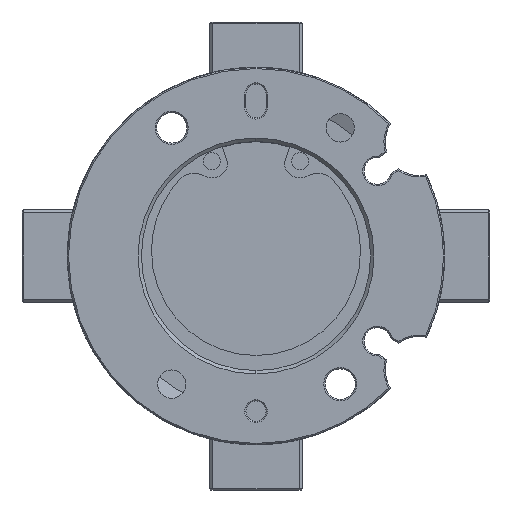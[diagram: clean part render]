
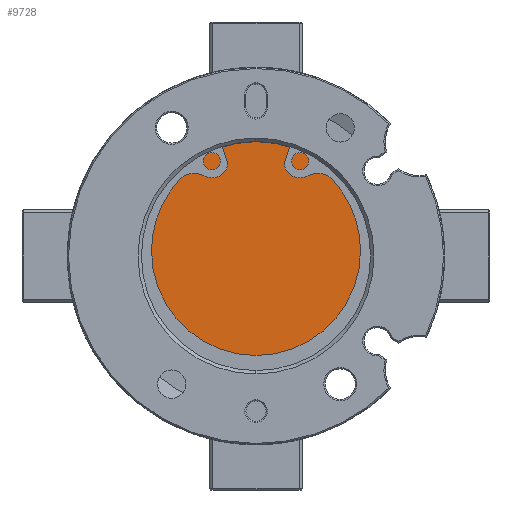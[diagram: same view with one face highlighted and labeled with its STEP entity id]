
A CAD part, front view. The second image highlights one B-rep face of the part: STEP entity #9728.
In plain terms, the highlighted planar face has unit normal (0, -1, 0).
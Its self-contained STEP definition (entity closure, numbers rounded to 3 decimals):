
#29 = CIRCLE ( 'NONE', #5694, 16.95 ) ;
#1153 = DIRECTION ( 'NONE',  ( 1., 0., 0. ) ) ;
#1623 = AXIS2_PLACEMENT_3D ( 'NONE', #3790, #11620, #6953 ) ;
#1852 = EDGE_CURVE ( 'NONE', #16608, #5244, #14451, .T. ) ;
#3790 = CARTESIAN_POINT ( 'NONE',  ( 20.052, -18.464, 56. ) ) ;
#5244 = VERTEX_POINT ( 'NONE', #6257 ) ;
#5694 = AXIS2_PLACEMENT_3D ( 'NONE', #16674, #7261, #18167 ) ;
#6257 = CARTESIAN_POINT ( 'NONE',  ( -13.848, -18.464, 56. ) ) ;
#6279 = ORIENTED_EDGE ( 'NONE', *, *, #1852, .T. ) ;
#6953 = DIRECTION ( 'NONE',  ( 1., 0., 0. ) ) ;
#7261 = DIRECTION ( 'NONE',  ( 0., -1., 0. ) ) ;
#8136 = AXIS2_PLACEMENT_3D ( 'NONE', #19836, #10572, #1153 ) ;
#8457 = EDGE_CURVE ( 'NONE', #5244, #16608, #29, .T. ) ;
#9217 = ORIENTED_EDGE ( 'NONE', *, *, #8457, .T. ) ;
#9728 = ADVANCED_FACE ( 'NONE', ( #11870 ), #16368, .T. ) ;
#9931 = EDGE_LOOP ( 'NONE', ( #6279, #9217 ) ) ;
#10572 = DIRECTION ( 'NONE',  ( 0., -1., 0. ) ) ;
#11620 = DIRECTION ( 'NONE',  ( 0., -1., 0. ) ) ;
#11870 = FACE_OUTER_BOUND ( 'NONE', #9931, .T. ) ;
#14451 = CIRCLE ( 'NONE', #8136, 16.95 ) ;
#16368 = PLANE ( 'NONE',  #1623 ) ;
#16608 = VERTEX_POINT ( 'NONE', #16991 ) ;
#16674 = CARTESIAN_POINT ( 'NONE',  ( 3.102, -18.464, 56. ) ) ;
#16991 = CARTESIAN_POINT ( 'NONE',  ( 20.052, -18.464, 56. ) ) ;
#18167 = DIRECTION ( 'NONE',  ( 1., 0., 0. ) ) ;
#19836 = CARTESIAN_POINT ( 'NONE',  ( 3.102, -18.464, 56. ) ) ;
